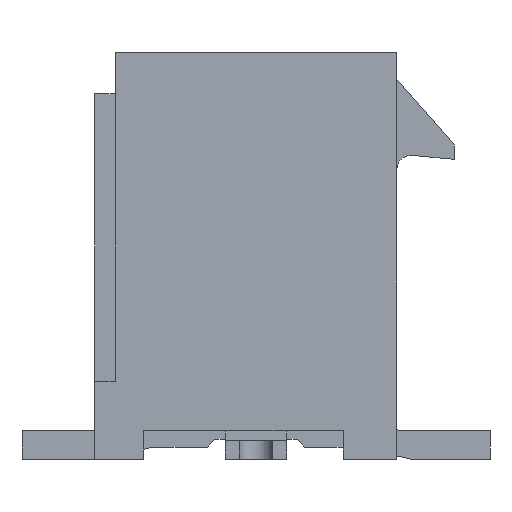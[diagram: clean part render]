
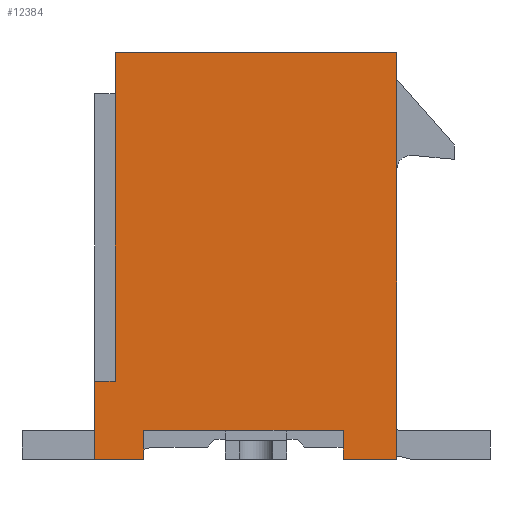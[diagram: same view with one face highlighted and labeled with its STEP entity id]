
A CAD part, left-side view. The second image highlights one B-rep face of the part: STEP entity #12384.
In plain terms, the highlighted face is planar.
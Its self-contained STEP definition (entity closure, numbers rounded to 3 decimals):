
#2942=ORIENTED_EDGE('',*,*,#5153,.F.);
#2943=ORIENTED_EDGE('',*,*,#5298,.F.);
#2944=ORIENTED_EDGE('',*,*,#5299,.F.);
#2945=ORIENTED_EDGE('',*,*,#5300,.F.);
#2946=ORIENTED_EDGE('',*,*,#5285,.F.);
#2947=ORIENTED_EDGE('',*,*,#5301,.T.);
#2948=ORIENTED_EDGE('',*,*,#5302,.T.);
#2949=ORIENTED_EDGE('',*,*,#5273,.T.);
#2950=ORIENTED_EDGE('',*,*,#5296,.T.);
#2951=ORIENTED_EDGE('',*,*,#5303,.F.);
#5153=EDGE_CURVE('',#6425,#6422,#8007,.T.);
#5273=EDGE_CURVE('',#6519,#6518,#8125,.T.);
#5285=EDGE_CURVE('',#6524,#6525,#8137,.T.);
#5296=EDGE_CURVE('',#6518,#6532,#8148,.T.);
#5298=EDGE_CURVE('',#6533,#6425,#8150,.T.);
#5299=EDGE_CURVE('',#6534,#6533,#8151,.T.);
#5300=EDGE_CURVE('',#6525,#6534,#8152,.T.);
#5301=EDGE_CURVE('',#6524,#6535,#8153,.T.);
#5302=EDGE_CURVE('',#6535,#6519,#8154,.T.);
#5303=EDGE_CURVE('',#6422,#6532,#8155,.T.);
#6422=VERTEX_POINT('',#19416);
#6425=VERTEX_POINT('',#19423);
#6518=VERTEX_POINT('',#19674);
#6519=VERTEX_POINT('',#19676);
#6524=VERTEX_POINT('',#19696);
#6525=VERTEX_POINT('',#19698);
#6532=VERTEX_POINT('',#19719);
#6533=VERTEX_POINT('',#19723);
#6534=VERTEX_POINT('',#19725);
#6535=VERTEX_POINT('',#19728);
#8007=LINE('',#19424,#9703);
#8125=LINE('',#19675,#9821);
#8137=LINE('',#19697,#9833);
#8148=LINE('',#19718,#9844);
#8150=LINE('',#19722,#9846);
#8151=LINE('',#19724,#9847);
#8152=LINE('',#19726,#9848);
#8153=LINE('',#19727,#9849);
#8154=LINE('',#19729,#9850);
#8155=LINE('',#19730,#9851);
#9703=VECTOR('',#15874,1000.);
#9821=VECTOR('',#16072,1000.);
#9833=VECTOR('',#16092,1000.);
#9844=VECTOR('',#16109,1000.);
#9846=VECTOR('',#16113,1000.);
#9847=VECTOR('',#16114,1000.);
#9848=VECTOR('',#16115,1000.);
#9849=VECTOR('',#16116,1000.);
#9850=VECTOR('',#16117,1000.);
#9851=VECTOR('',#16118,1000.);
#10483=EDGE_LOOP('',(#2942,#2943,#2944,#2945,#2946,#2947,#2948,#2949,#2950,
#2951));
#11137=FACE_BOUND('',#10483,.T.);
#11759=PLANE('',#13213);
#12384=ADVANCED_FACE('',(#11137),#11759,.T.);
#13213=AXIS2_PLACEMENT_3D('',#19721,#16111,#16112);
#15874=DIRECTION('',(0.,1.,0.));
#16072=DIRECTION('',(0.,0.,-1.));
#16092=DIRECTION('',(0.,1.,0.));
#16109=DIRECTION('',(0.,1.,0.));
#16111=DIRECTION('',(1.,0.,0.));
#16112=DIRECTION('',(0.,0.,-1.));
#16113=DIRECTION('',(0.,0.,-1.));
#16114=DIRECTION('',(0.,-1.,0.));
#16115=DIRECTION('',(0.,0.,-1.));
#16116=DIRECTION('',(0.,0.,-1.));
#16117=DIRECTION('',(0.,1.,0.));
#16118=DIRECTION('',(0.,0.,-1.));
#19416=CARTESIAN_POINT('',(10.85,4.95,-2.48));
#19423=CARTESIAN_POINT('',(10.85,4.25,-2.48));
#19424=CARTESIAN_POINT('',(10.85,-4.95,-2.48));
#19674=CARTESIAN_POINT('',(10.85,3.05,-3.68));
#19675=CARTESIAN_POINT('',(10.85,3.05,-3.18));
#19676=CARTESIAN_POINT('',(10.85,3.05,-3.18));
#19696=CARTESIAN_POINT('',(10.85,-4.95,3.68));
#19697=CARTESIAN_POINT('',(10.85,-4.95,3.68));
#19698=CARTESIAN_POINT('',(10.85,4.95,3.68));
#19718=CARTESIAN_POINT('',(10.85,-4.95,-3.68));
#19719=CARTESIAN_POINT('',(10.85,4.95,-3.68));
#19721=CARTESIAN_POINT('',(10.85,-4.95,3.68));
#19722=CARTESIAN_POINT('',(10.85,4.25,3.68));
#19723=CARTESIAN_POINT('',(10.85,4.25,2.37));
#19724=CARTESIAN_POINT('',(10.85,-4.95,2.37));
#19725=CARTESIAN_POINT('',(10.85,4.95,2.37));
#19726=CARTESIAN_POINT('',(10.85,4.95,3.68));
#19727=CARTESIAN_POINT('',(10.85,-4.95,3.68));
#19728=CARTESIAN_POINT('',(10.85,-4.95,-3.18));
#19729=CARTESIAN_POINT('',(10.85,3.05,-3.18));
#19730=CARTESIAN_POINT('',(10.85,4.95,3.68));
